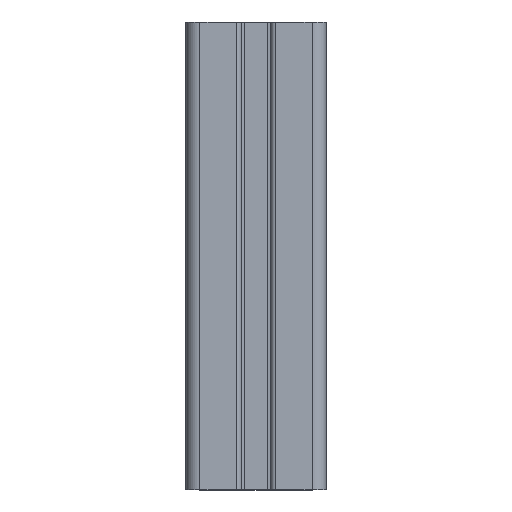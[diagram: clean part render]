
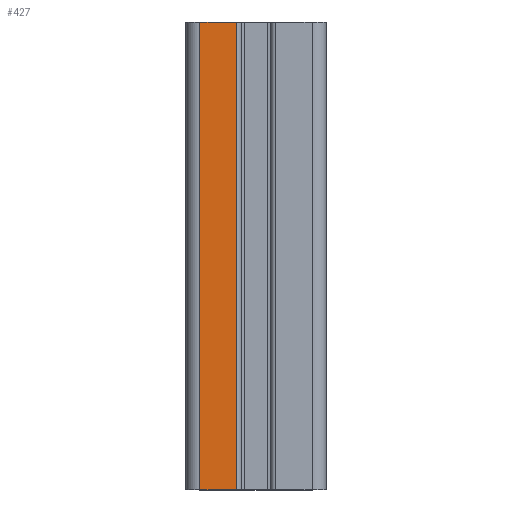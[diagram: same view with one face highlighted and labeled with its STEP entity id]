
A CAD part, top view. The second image highlights one B-rep face of the part: STEP entity #427.
In plain terms, the highlighted planar face has unit normal (0, 0, 1).
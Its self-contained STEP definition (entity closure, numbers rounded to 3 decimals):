
#427 = ADVANCED_FACE( '', ( #882 ), #883, .F. );
#882 = FACE_OUTER_BOUND( '', #1361, .T. );
#883 = PLANE( '', #1362 );
#1361 = EDGE_LOOP( '', ( #2597, #2598, #2599, #2600 ) );
#1362 = AXIS2_PLACEMENT_3D( '', #2601, #2602, #2603 );
#2597 = ORIENTED_EDGE( '', *, *, #3233, .T. );
#2598 = ORIENTED_EDGE( '', *, *, #3366, .F. );
#2599 = ORIENTED_EDGE( '', *, *, #3514, .F. );
#2600 = ORIENTED_EDGE( '', *, *, #3443, .T. );
#2601 = CARTESIAN_POINT( '', ( -12., 100., 15. ) );
#2602 = DIRECTION( '', ( 0., 0., -1. ) );
#2603 = DIRECTION( '', ( -1., 0., 0. ) );
#3233 = EDGE_CURVE( '', #3916, #4032, #4034, .T. );
#3366 = EDGE_CURVE( '', #4227, #4032, #4229, .T. );
#3443 = EDGE_CURVE( '', #4329, #3916, #4330, .T. );
#3514 = EDGE_CURVE( '', #4329, #4227, #4417, .T. );
#3916 = VERTEX_POINT( '', #4929 );
#4032 = VERTEX_POINT( '', #5079 );
#4034 = LINE( '', #5081, #5082 );
#4227 = VERTEX_POINT( '', #5347 );
#4229 = LINE( '', #5349, #5350 );
#4329 = VERTEX_POINT( '', #5485 );
#4330 = LINE( '', #5486, #5487 );
#4417 = LINE( '', #5607, #5608 );
#4929 = CARTESIAN_POINT( '', ( -12., 0., 15. ) );
#5079 = CARTESIAN_POINT( '', ( -4.175, 0., 15. ) );
#5081 = CARTESIAN_POINT( '', ( -12., 0., 15. ) );
#5082 = VECTOR( '', #6077, 1000. );
#5347 = CARTESIAN_POINT( '', ( -4.175, 100., 15. ) );
#5349 = CARTESIAN_POINT( '', ( -4.175, 100., 15. ) );
#5350 = VECTOR( '', #6243, 1000. );
#5485 = CARTESIAN_POINT( '', ( -12., 100., 15. ) );
#5486 = CARTESIAN_POINT( '', ( -12., 100., 15. ) );
#5487 = VECTOR( '', #6321, 1000. );
#5607 = CARTESIAN_POINT( '', ( -12., 100., 15. ) );
#5608 = VECTOR( '', #6385, 1000. );
#6077 = DIRECTION( '', ( 1., 0., 0. ) );
#6243 = DIRECTION( '', ( 0., -1., 0. ) );
#6321 = DIRECTION( '', ( 0., -1., 0. ) );
#6385 = DIRECTION( '', ( 1., 0., 0. ) );
